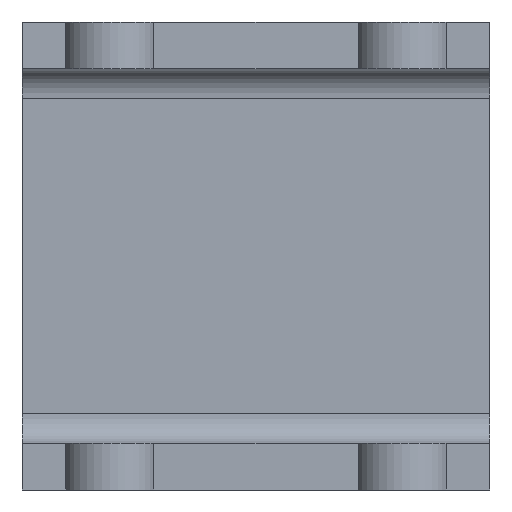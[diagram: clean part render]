
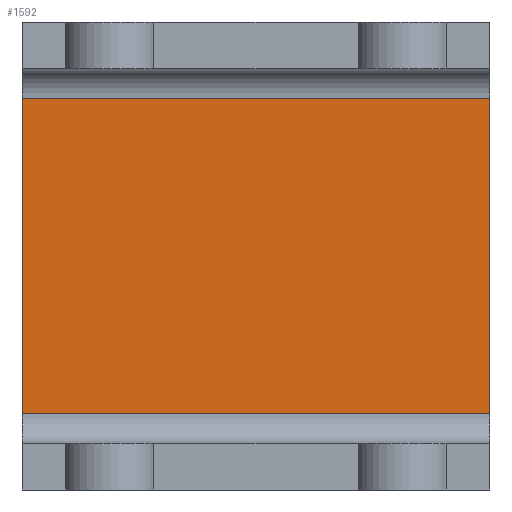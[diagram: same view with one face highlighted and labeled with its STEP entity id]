
A CAD part, front view. The second image highlights one B-rep face of the part: STEP entity #1592.
In plain terms, the highlighted planar face has unit normal (0, -1, 0).
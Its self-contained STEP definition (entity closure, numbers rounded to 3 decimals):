
#37 = EDGE_CURVE ( 'NONE', #282, #917, #1632, .T. ) ;
#42 = DIRECTION ( 'NONE',  ( 1., 0., 0. ) ) ;
#135 = CARTESIAN_POINT ( 'NONE',  ( -4., 2.6, 2.7 ) ) ;
#137 = LINE ( 'NONE', #1861, #238 ) ;
#217 = VERTEX_POINT ( 'NONE', #1544 ) ;
#238 = VECTOR ( 'NONE', #715, 1000. ) ;
#271 = VECTOR ( 'NONE', #1321, 1000. ) ;
#282 = VERTEX_POINT ( 'NONE', #406 ) ;
#354 = PLANE ( 'NONE',  #395 ) ;
#383 = EDGE_CURVE ( 'NONE', #282, #217, #1160, .T. ) ;
#395 = AXIS2_PLACEMENT_3D ( 'NONE', #1227, #787, #1087 ) ;
#406 = CARTESIAN_POINT ( 'NONE',  ( -4., 2.6, -2.7 ) ) ;
#610 = CARTESIAN_POINT ( 'NONE',  ( -4., 2.6, 2.7 ) ) ;
#611 = CARTESIAN_POINT ( 'NONE',  ( -4., 2.6, -2.7 ) ) ;
#664 = EDGE_CURVE ( 'NONE', #917, #809, #137, .T. ) ;
#715 = DIRECTION ( 'NONE',  ( 0., 0., 1. ) ) ;
#730 = ORIENTED_EDGE ( 'NONE', *, *, #1779, .F. ) ;
#787 = DIRECTION ( 'NONE',  ( 0., 1., 0. ) ) ;
#809 = VERTEX_POINT ( 'NONE', #1514 ) ;
#849 = VECTOR ( 'NONE', #1127, 1000. ) ;
#917 = VERTEX_POINT ( 'NONE', #1089 ) ;
#964 = ORIENTED_EDGE ( 'NONE', *, *, #664, .T. ) ;
#1087 = DIRECTION ( 'NONE',  ( 0., 0., 1. ) ) ;
#1089 = CARTESIAN_POINT ( 'NONE',  ( 4., 2.6, -2.7 ) ) ;
#1127 = DIRECTION ( 'NONE',  ( 1., 0., 0. ) ) ;
#1160 = LINE ( 'NONE', #610, #271 ) ;
#1227 = CARTESIAN_POINT ( 'NONE',  ( -4., 2.6, 2.7 ) ) ;
#1321 = DIRECTION ( 'NONE',  ( 0., 0., 1. ) ) ;
#1384 = FACE_OUTER_BOUND ( 'NONE', #1493, .T. ) ;
#1433 = LINE ( 'NONE', #135, #849 ) ;
#1493 = EDGE_LOOP ( 'NONE', ( #730, #1547, #1707, #964 ) ) ;
#1514 = CARTESIAN_POINT ( 'NONE',  ( 4., 2.6, 2.7 ) ) ;
#1544 = CARTESIAN_POINT ( 'NONE',  ( -4., 2.6, 2.7 ) ) ;
#1547 = ORIENTED_EDGE ( 'NONE', *, *, #383, .F. ) ;
#1592 = ADVANCED_FACE ( 'NONE', ( #1384 ), #354, .F. ) ;
#1632 = LINE ( 'NONE', #611, #1657 ) ;
#1657 = VECTOR ( 'NONE', #42, 1000. ) ;
#1707 = ORIENTED_EDGE ( 'NONE', *, *, #37, .T. ) ;
#1779 = EDGE_CURVE ( 'NONE', #217, #809, #1433, .T. ) ;
#1861 = CARTESIAN_POINT ( 'NONE',  ( 4., 2.6, 2.7 ) ) ;
